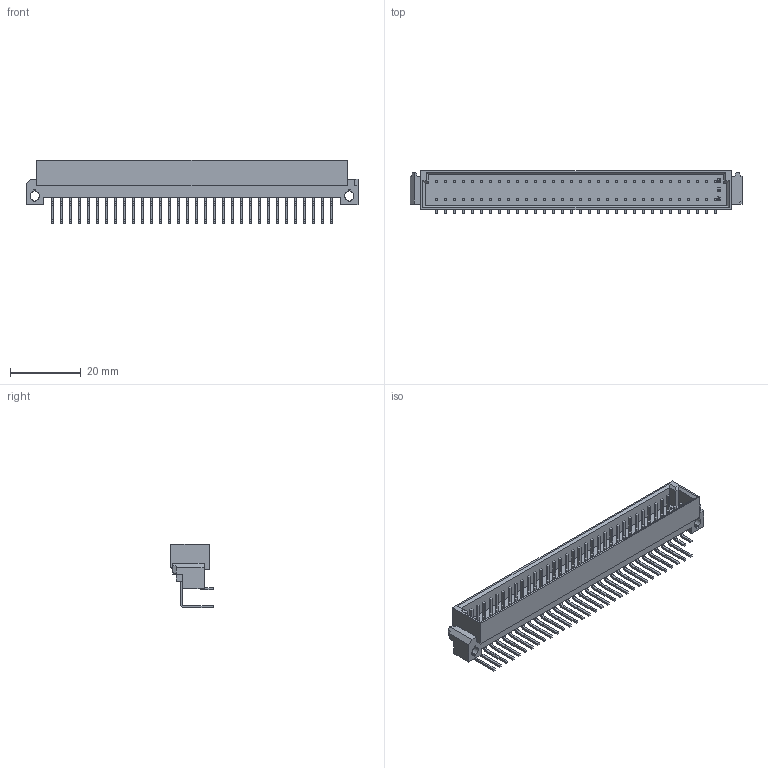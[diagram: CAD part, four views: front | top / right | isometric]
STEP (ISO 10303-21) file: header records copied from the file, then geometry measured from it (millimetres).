
FILE_DESCRIPTION((''),'2;1');
FILE_NAME('C-5650945-5','2009-10-09T',('workeradm'),(''),'PRO/ENGINEER BY PARAMETRIC TECHNOLOGY CORPORATION, 2008380','PRO/ENGINEER BY PARAMETRIC TECHNOLOGY CORPORATION, 2008380','');
FILE_SCHEMA(('AUTOMOTIVE_DESIGN { 1 0 10303 214 1 1 1 1 }'));
Length unit declared in the file: millimetre
Products named in the file (1): C-5650945-5
Bounding box: 93.85 x 12.1 x 18.02 mm (x, y, z)
Volume: 5184 mm3; surface area: 7911.5 mm2
Topology: 1 solids, 1 shells, 1142 faces, 2979 edges, 1982 vertices
Faces by surface type: plane 1007, cylinder 133, extrusion 2
Entity records: 34591 total; most frequent: CARTESIAN_POINT 6142, ORIENTED_EDGE 5958, DIRECTION 5523, EDGE_CURVE 2979, VECTOR 2711, LINE 2709, VERTEX_POINT 1982, AXIS2_PLACEMENT_3D 1406
